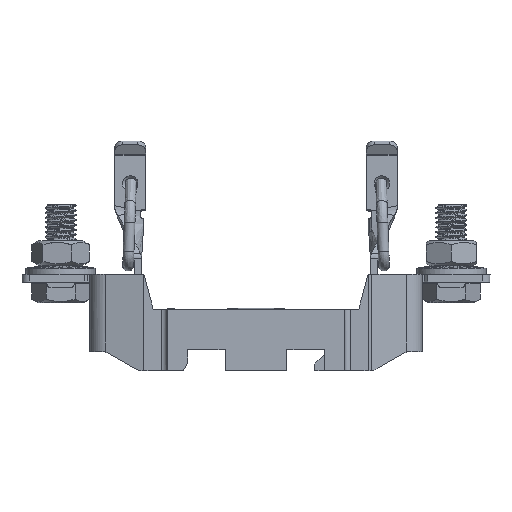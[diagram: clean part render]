
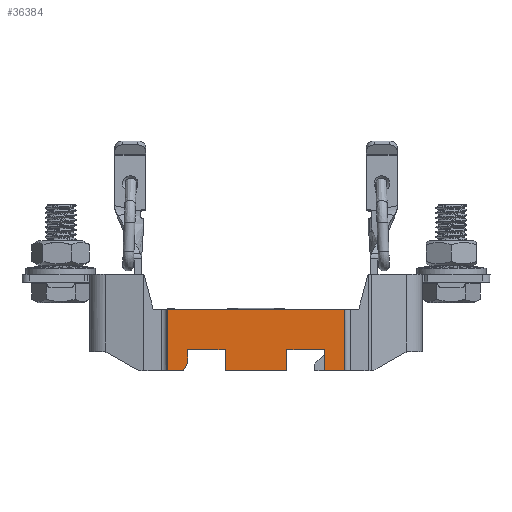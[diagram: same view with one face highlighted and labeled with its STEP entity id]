
A CAD part, left-side view. The second image highlights one B-rep face of the part: STEP entity #36384.
In plain terms, the highlighted free-form (B-spline) face has degree [1, 1] with [2, 2] control points.
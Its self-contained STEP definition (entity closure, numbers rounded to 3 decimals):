
#14377=CARTESIAN_POINT('V811',(-42.094,
   33.465,25.));
#14378=VERTEX_POINT('V811',#14377);
#14384=CARTESIAN_POINT('V809',(-42.094,
   32.31,27.));
#14385=VERTEX_POINT('V809',#14384);
#14386=CARTESIAN_POINT('E1118',(-42.094,
   33.465,25.));
#14387=CARTESIAN_POINT('E1118',(-42.094,
   32.31,27.));
#14388=QUASI_UNIFORM_CURVE('E1118',1,(#14386,#14387),.POLYLINE_FORM.,
   .F.,.U.);
#14389=EDGE_CURVE('E1118',#14378,#14385,#14388,.T.);
#34499=CARTESIAN_POINT('V1346',(-42.094,
   -8.39,25.));
#34500=VERTEX_POINT('V1346',#34499);
#34506=CARTESIAN_POINT('V1365',(-42.094,
   -8.39,41.));
#34507=VERTEX_POINT('V1365',#34506);
#34508=CARTESIAN_POINT('E2019',(-42.094,
   -8.39,25.));
#34509=CARTESIAN_POINT('E2019',(-42.094,
   -8.39,41.));
#34510=QUASI_UNIFORM_CURVE('E2019',1,(#34508,#34509),.POLYLINE_FORM.,
   .F.,.U.);
#34511=EDGE_CURVE('E2019',#34500,#34507,#34510,.T.);
#36056=CARTESIAN_POINT('V1347',(-42.094,
   -3.09,25.));
#36057=VERTEX_POINT('V1347',#36056);
#36058=CARTESIAN_POINT('E1974',(-42.094,
   -3.09,25.));
#36059=CARTESIAN_POINT('E1974',(-42.094,
   -8.39,25.));
#36060=QUASI_UNIFORM_CURVE('E1974',1,(#36058,#36059),.POLYLINE_FORM.,
   .F.,.U.);
#36061=EDGE_CURVE('E1974',#36057,#34500,#36060,.T.);
#36123=CARTESIAN_POINT('V1363',(-42.094,
   -3.09,30.5));
#36124=VERTEX_POINT('V1363',#36123);
#36125=CARTESIAN_POINT('E1996',(-42.094,
   -3.09,30.5));
#36126=CARTESIAN_POINT('E1996',(-42.094,
   -3.09,25.));
#36127=QUASI_UNIFORM_CURVE('E1996',1,(#36125,#36126),.POLYLINE_FORM.,
   .F.,.U.);
#36128=EDGE_CURVE('E1996',#36124,#36057,#36127,.T.);
#36159=CARTESIAN_POINT('V807',(-42.094,
   22.61,25.));
#36160=VERTEX_POINT('V807',#36159);
#36166=CARTESIAN_POINT('V815',(-42.094,
   22.61,30.5));
#36167=VERTEX_POINT('V815',#36166);
#36168=CARTESIAN_POINT('E1124',(-42.094,
   22.61,30.5));
#36169=CARTESIAN_POINT('E1124',(-42.094,
   22.61,25.));
#36170=QUASI_UNIFORM_CURVE('E1124',1,(#36168,#36169),.POLYLINE_FORM.,
   .F.,.U.);
#36171=EDGE_CURVE('E1124',#36167,#36160,#36170,.T.);
#36195=CARTESIAN_POINT('V805',(-42.094,6.61,
   25.));
#36196=VERTEX_POINT('V805',#36195);
#36202=CARTESIAN_POINT('E1114',(-42.094,
   22.61,25.));
#36203=CARTESIAN_POINT('E1114',(-42.094,
   6.61,25.));
#36204=QUASI_UNIFORM_CURVE('E1114',1,(#36202,#36203),.POLYLINE_FORM.,
   .F.,.U.);
#36205=EDGE_CURVE('E1114',#36160,#36196,#36204,.T.);
#36221=CARTESIAN_POINT('V803',(-42.094,6.61,
   30.5));
#36222=VERTEX_POINT('V803',#36221);
#36230=CARTESIAN_POINT('E1111',(-42.094,
   6.61,25.));
#36231=CARTESIAN_POINT('E1111',(-42.094,
   6.61,30.5));
#36232=QUASI_UNIFORM_CURVE('E1111',1,(#36230,#36231),.POLYLINE_FORM.,
   .F.,.U.);
#36233=EDGE_CURVE('E1111',#36196,#36222,#36232,.T.);
#36256=CARTESIAN_POINT('E2054',(-42.094,
   6.61,30.5));
#36257=CARTESIAN_POINT('E2054',(-42.094,
   -3.09,30.5));
#36258=QUASI_UNIFORM_CURVE('E2054',1,(#36256,#36257),.POLYLINE_FORM.,
   .F.,.U.);
#36259=EDGE_CURVE('E2054',#36222,#36124,#36258,.T.);
#36312=CARTESIAN_POINT('V813',(-42.094,
   32.31,30.5));
#36313=VERTEX_POINT('V813',#36312);
#36321=CARTESIAN_POINT('E2064',(-42.094,
   22.61,30.5));
#36322=CARTESIAN_POINT('E2064',(-42.094,
   32.31,30.5));
#36323=QUASI_UNIFORM_CURVE('E2064',1,(#36321,#36322),.POLYLINE_FORM.,
   .F.,.U.);
#36324=EDGE_CURVE('E2064',#36167,#36313,#36323,.T.);
#36338=CARTESIAN_POINT('E1122',(-42.094,
   32.31,27.));
#36339=CARTESIAN_POINT('E1122',(-42.094,
   32.31,30.5));
#36340=QUASI_UNIFORM_CURVE('E1122',1,(#36338,#36339),.POLYLINE_FORM.,
   .F.,.U.);
#36341=EDGE_CURVE('E1122',#14385,#36313,#36340,.T.);
#36348=CARTESIAN_POINT('F724',(-42.094,
   -10.69,41.8));
#36349=CARTESIAN_POINT('F724',(-42.094,
   39.91,41.8));
#36350=CARTESIAN_POINT('F724',(-42.094,
   -10.69,24.2));
#36351=CARTESIAN_POINT('F724',(-42.094,
   39.91,24.2));
#36352=B_SPLINE_SURFACE_WITH_KNOTS('F724',1,1,((#36348,#36350),(
   #36349,#36351)),.PLANE_SURF.,.F.,.F.,.U.,(2,2),(2,2),(0.0,
   2.875),(0.0,1.0),.UNSPECIFIED.);
#36353=ORIENTED_EDGE('E1122',*,*,#36341,.T.);
#36354=ORIENTED_EDGE('F731',*,*,#36324,.F.);
#36355=ORIENTED_EDGE('E1124',*,*,#36171,.T.);
#36356=ORIENTED_EDGE('E1114',*,*,#36205,.T.);
#36357=ORIENTED_EDGE('E1111',*,*,#36233,.T.);
#36358=ORIENTED_EDGE('F720',*,*,#36259,.T.);
#36359=ORIENTED_EDGE('E1996',*,*,#36128,.T.);
#36360=ORIENTED_EDGE('E1974',*,*,#36061,.T.);
#36361=ORIENTED_EDGE('E2019',*,*,#34511,.T.);
#36362=CARTESIAN_POINT('V1387',(-42.094,
   37.61,41.));
#36363=VERTEX_POINT('V1387',#36362);
#36364=CARTESIAN_POINT('E2065',(-42.094,
   37.61,41.));
#36365=CARTESIAN_POINT('E2065',(-42.094,
   -8.39,41.));
#36366=QUASI_UNIFORM_CURVE('E2065',1,(#36364,#36365),.POLYLINE_FORM.,
   .F.,.U.);
#36367=EDGE_CURVE('E2065',#36363,#34507,#36366,.T.);
#36368=ORIENTED_EDGE('E2065',*,*,#36367,.F.);
#36369=CARTESIAN_POINT('V1332',(-42.094,
   37.61,25.));
#36370=VERTEX_POINT('V1332',#36369);
#36371=CARTESIAN_POINT('E2066',(-42.094,
   37.61,25.));
#36372=CARTESIAN_POINT('E2066',(-42.094,
   37.61,41.));
#36373=QUASI_UNIFORM_CURVE('E2066',1,(#36371,#36372),.POLYLINE_FORM.,
   .F.,.U.);
#36374=EDGE_CURVE('E2066',#36370,#36363,#36373,.T.);
#36375=ORIENTED_EDGE('E2066',*,*,#36374,.F.);
#36376=CARTESIAN_POINT('E1966',(-42.094,
   37.61,25.));
#36377=CARTESIAN_POINT('E1966',(-42.094,
   33.465,25.));
#36378=QUASI_UNIFORM_CURVE('E1966',1,(#36376,#36377),.POLYLINE_FORM.,
   .F.,.U.);
#36379=EDGE_CURVE('E1966',#36370,#14378,#36378,.T.);
#36380=ORIENTED_EDGE('E1966',*,*,#36379,.T.);
#36381=ORIENTED_EDGE('E1118',*,*,#14389,.T.);
#36382=EDGE_LOOP('F724',(#36353,#36354,#36355,#36356,#36357,#36358,
   #36359,#36360,#36361,#36368,#36375,#36380,#36381));
#36383=FACE_OUTER_BOUND('F724',#36382,.F.);
#36384=ADVANCED_FACE('F724',(#36383),#36352,.F.);
